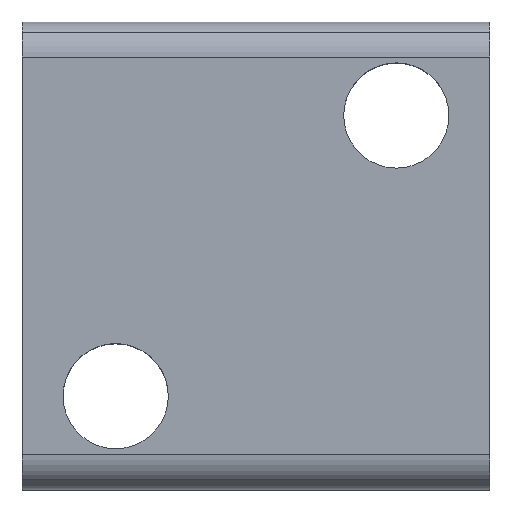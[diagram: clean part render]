
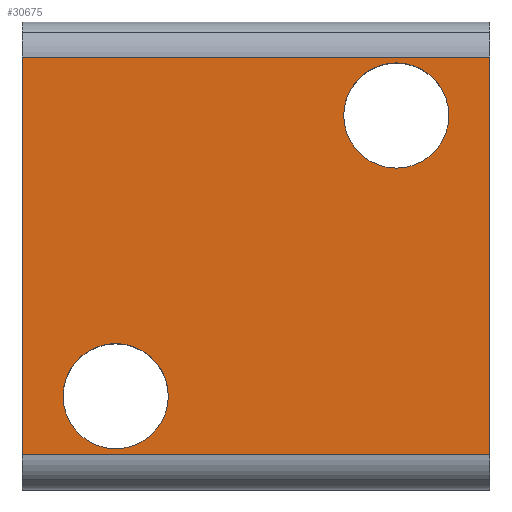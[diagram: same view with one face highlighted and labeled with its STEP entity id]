
A CAD part, top view. The second image highlights one B-rep face of the part: STEP entity #30675.
In plain terms, the highlighted planar face has unit normal (0, 0, 1).
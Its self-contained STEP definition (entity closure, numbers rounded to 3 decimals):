
#143=CARTESIAN_POINT('',(-12.25,11.0,0.0));
#144=VERTEX_POINT('',#143);
#160=CARTESIAN_POINT('',(-16.75,11.0,0.0));
#161=VERTEX_POINT('',#160);
#168=CARTESIAN_POINT('',(-14.5,11.0,0.0));
#169=DIRECTION('',(0.0,0.0,-1.0));
#170=DIRECTION('',(1.0,0.0,0.0));
#171=AXIS2_PLACEMENT_3D('',#168,#169,#170);
#172=CIRCLE('',#171,2.25);
#173=EDGE_CURVE('',#144,#161,#172,.T.);
#185=CARTESIAN_POINT('',(-24.25,-1.0,0.0));
#186=VERTEX_POINT('',#185);
#202=CARTESIAN_POINT('',(-28.75,-1.,0.0));
#203=VERTEX_POINT('',#202);
#210=CARTESIAN_POINT('',(-26.5,-1.0,0.0));
#211=DIRECTION('',(0.0,0.0,-1.0));
#212=DIRECTION('',(1.0,0.0,0.0));
#213=AXIS2_PLACEMENT_3D('',#210,#211,#212);
#214=CIRCLE('',#213,2.25);
#215=EDGE_CURVE('',#186,#203,#214,.T.);
#415=CARTESIAN_POINT('',(-10.5,-3.5,0.0));
#416=VERTEX_POINT('',#415);
#424=CARTESIAN_POINT('',(-30.5,-3.5,0.0));
#425=VERTEX_POINT('',#424);
#426=CARTESIAN_POINT('',(-10.5,-3.5,0.0));
#427=DIRECTION('',(-1.0,0.0,0.0));
#428=VECTOR('',#427,20.);
#429=LINE('',#426,#428);
#430=EDGE_CURVE('',#416,#425,#429,.T.);
#541=CARTESIAN_POINT('',(-30.5,13.5,0.0));
#542=VERTEX_POINT('',#541);
#550=CARTESIAN_POINT('',(-10.5,13.5,0.0));
#551=VERTEX_POINT('',#550);
#552=CARTESIAN_POINT('',(-30.5,13.5,0.0));
#553=DIRECTION('',(1.0,0.0,0.0));
#554=VECTOR('',#553,20.);
#555=LINE('',#552,#554);
#556=EDGE_CURVE('',#542,#551,#555,.T.);
#30450=CARTESIAN_POINT('',(-10.5,13.5,0.0));
#30451=DIRECTION('',(0.0,-1.0,0.0));
#30452=VECTOR('',#30451,17.0);
#30453=LINE('',#30450,#30452);
#30454=EDGE_CURVE('',#551,#416,#30453,.T.);
#30639=CARTESIAN_POINT('',(0.,0.,0.0));
#30640=DIRECTION('',(0.0,0.0,1.0));
#30641=DIRECTION('',(1.0,0.0,0.0));
#30642=AXIS2_PLACEMENT_3D('',#30639,#30640,#30641);
#30643=PLANE('',#30642);
#30644=ORIENTED_EDGE('',*,*,#556,.F.);
#30645=CARTESIAN_POINT('',(-30.5,-3.5,0.0));
#30646=DIRECTION('',(0.0,1.0,0.0));
#30647=VECTOR('',#30646,17.0);
#30648=LINE('',#30645,#30647);
#30649=EDGE_CURVE('',#425,#542,#30648,.T.);
#30650=ORIENTED_EDGE('',*,*,#30649,.F.);
#30651=ORIENTED_EDGE('',*,*,#430,.F.);
#30652=ORIENTED_EDGE('',*,*,#30454,.F.);
#30653=EDGE_LOOP('',(#30644,#30650,#30651,#30652));
#30654=FACE_OUTER_BOUND('',#30653,.T.);
#30655=ORIENTED_EDGE('',*,*,#173,.T.);
#30656=CARTESIAN_POINT('',(-14.5,11.0,0.0));
#30657=DIRECTION('',(0.0,0.0,-1.0));
#30658=DIRECTION('',(1.0,0.0,0.0));
#30659=AXIS2_PLACEMENT_3D('',#30656,#30657,#30658);
#30660=CIRCLE('',#30659,2.25);
#30661=EDGE_CURVE('',#161,#144,#30660,.T.);
#30662=ORIENTED_EDGE('',*,*,#30661,.T.);
#30663=EDGE_LOOP('',(#30655,#30662));
#30664=FACE_BOUND('',#30663,.T.);
#30665=ORIENTED_EDGE('',*,*,#215,.T.);
#30666=CARTESIAN_POINT('',(-26.5,-1.0,0.0));
#30667=DIRECTION('',(0.0,0.0,-1.0));
#30668=DIRECTION('',(1.0,0.0,0.0));
#30669=AXIS2_PLACEMENT_3D('',#30666,#30667,#30668);
#30670=CIRCLE('',#30669,2.25);
#30671=EDGE_CURVE('',#203,#186,#30670,.T.);
#30672=ORIENTED_EDGE('',*,*,#30671,.T.);
#30673=EDGE_LOOP('',(#30665,#30672));
#30674=FACE_BOUND('',#30673,.T.);
#30675=ADVANCED_FACE('',(#30654,#30664,#30674),#30643,.T.);
